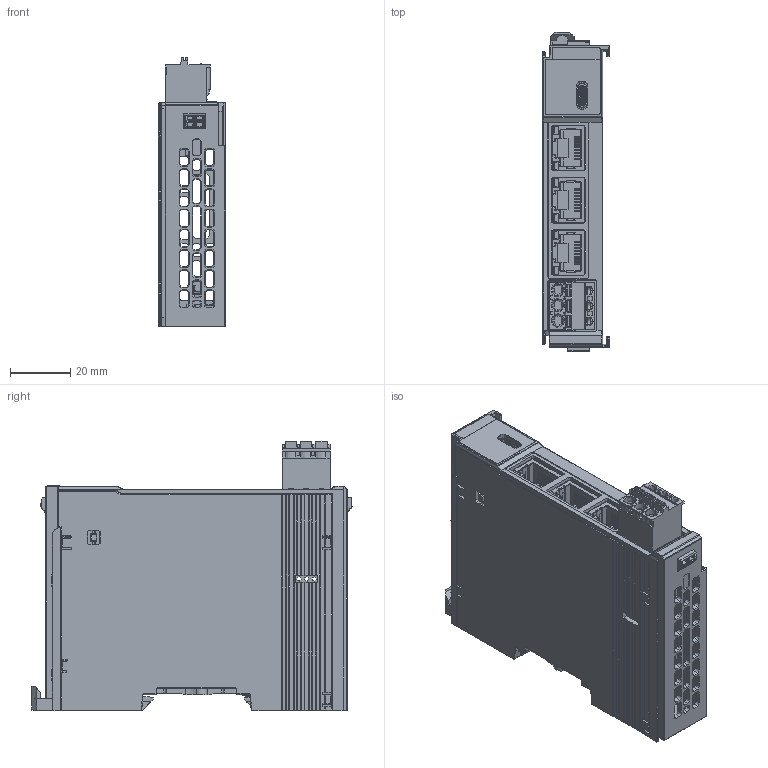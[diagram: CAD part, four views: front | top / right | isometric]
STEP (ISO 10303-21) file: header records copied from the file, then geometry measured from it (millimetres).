
FILE_DESCRIPTION( ('This file contains a STEP AP42 implementation' ,'as created by ZW3D STEP Interface translator.') ,'2;1' );
FILE_NAME( 'HCQX-EC03-0824-勤俋.stp' ,'23 824.15 0 5', (''), ('ZWCAD Software Co.'), 'Version 1.0', 'ZW3D to STEP translator', '' );
FILE_SCHEMA(('AUTOMOTIVE_DESIGN { 1 0 10303 214 1 1 1 1 }'));
Length unit declared in the file: millimetre
Products named in the file (2): 0; HCQX-EC03-0824-勤俋
Bounding box: 22.25 x 106.05 x 89.4 mm (x, y, z)
Volume: 25951.3 mm3; surface area: 57650.4 mm2
Topology: 45 solids, 50 shells, 5609 faces, 15593 edges, 10037 vertices
Faces by surface type: plane 3229, cylinder 1245, bspline 774, cone 263, sphere 98
Entity records: 189999 total; most frequent: CARTESIAN_POINT 43648, ORIENTED_EDGE 31151, DIRECTION 26521, EDGE_CURVE 15593, VECTOR 11727, LINE 11727, VERTEX_POINT 10038, AXIS2_PLACEMENT_3D 7397
